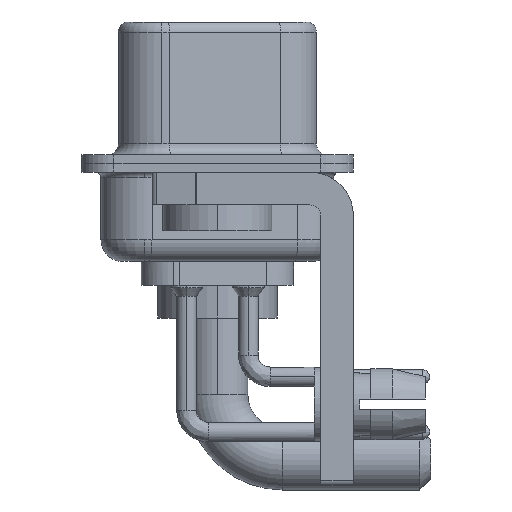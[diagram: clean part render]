
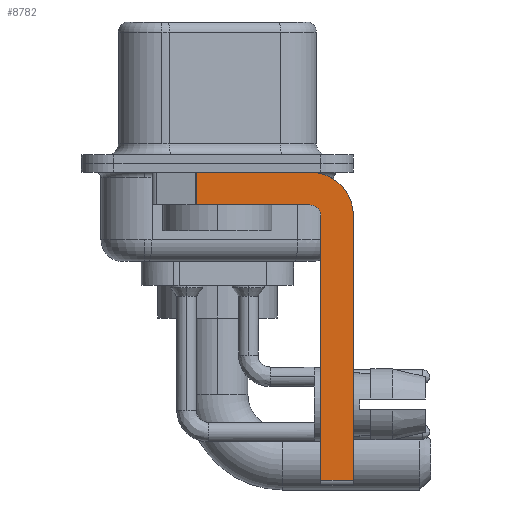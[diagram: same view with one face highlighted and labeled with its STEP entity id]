
A CAD part, left-side view. The second image highlights one B-rep face of the part: STEP entity #8782.
In plain terms, the highlighted planar face has unit normal (-1, 0, 0).
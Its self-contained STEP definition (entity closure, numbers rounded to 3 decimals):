
#219 = VERTEX_POINT ( 'NONE', #20351 ) ;
#469 = CARTESIAN_POINT ( 'NONE',  ( -2.9, 0.978, -1.9 ) ) ;
#908 = VERTEX_POINT ( 'NONE', #3487 ) ;
#1045 = VECTOR ( 'NONE', #15114, 1000. ) ;
#1085 = FACE_OUTER_BOUND ( 'NONE', #10878, .T. ) ;
#1530 = AXIS2_PLACEMENT_3D ( 'NONE', #18864, #4586, #11359 ) ;
#1540 = CARTESIAN_POINT ( 'NONE',  ( -2.9, -6.25, -14.55 ) ) ;
#1598 = ORIENTED_EDGE ( 'NONE', *, *, #20017, .T. ) ;
#1604 = LINE ( 'NONE', #18890, #7310 ) ;
#2636 = DIRECTION ( 'NONE',  ( 1., 0., 0. ) ) ;
#3478 = ORIENTED_EDGE ( 'NONE', *, *, #7946, .F. ) ;
#3487 = CARTESIAN_POINT ( 'NONE',  ( -2.9, 0.978, -0.4 ) ) ;
#4023 = LINE ( 'NONE', #17537, #19341 ) ;
#4245 = ORIENTED_EDGE ( 'NONE', *, *, #14642, .F. ) ;
#4544 = EDGE_CURVE ( 'NONE', #9981, #14428, #20699, .T. ) ;
#4586 = DIRECTION ( 'NONE',  ( -1., 0., 0. ) ) ;
#5186 = CARTESIAN_POINT ( 'NONE',  ( -2.9, -4.25, -1.9 ) ) ;
#6442 = CARTESIAN_POINT ( 'NONE',  ( -2.9, -4.75, -2.4 ) ) ;
#7310 = VECTOR ( 'NONE', #10247, 1000. ) ;
#7814 = ORIENTED_EDGE ( 'NONE', *, *, #20157, .F. ) ;
#7946 = EDGE_CURVE ( 'NONE', #12025, #13408, #18505, .T. ) ;
#8528 = DIRECTION ( 'NONE',  ( 0., 0., 1. ) ) ;
#8544 = DIRECTION ( 'NONE',  ( 0., 0., -1. ) ) ;
#8585 = EDGE_CURVE ( 'NONE', #219, #21796, #16952, .T. ) ;
#8782 = ADVANCED_FACE ( 'NONE', ( #1085 ), #9417, .F. ) ;
#8806 = ORIENTED_EDGE ( 'NONE', *, *, #4544, .F. ) ;
#9193 = DIRECTION ( 'NONE',  ( 0., 0., -1. ) ) ;
#9417 = PLANE ( 'NONE',  #9877 ) ;
#9877 = AXIS2_PLACEMENT_3D ( 'NONE', #14506, #2636, #16498 ) ;
#9889 = EDGE_CURVE ( 'NONE', #908, #13408, #20199, .T. ) ;
#9981 = VERTEX_POINT ( 'NONE', #13334 ) ;
#10003 = CIRCLE ( 'NONE', #17419, 2. ) ;
#10023 = CARTESIAN_POINT ( 'NONE',  ( -2.9, 0.978, -1.9 ) ) ;
#10182 = CARTESIAN_POINT ( 'NONE',  ( -2.9, -4.75, -14.8 ) ) ;
#10247 = DIRECTION ( 'NONE',  ( 0., -1., 0. ) ) ;
#10542 = VECTOR ( 'NONE', #11968, 1000. ) ;
#10878 = EDGE_LOOP ( 'NONE', ( #7814, #14487, #3478, #4245, #8806, #1598, #11631, #11568 ) ) ;
#11359 = DIRECTION ( 'NONE',  ( 0., 0., 1. ) ) ;
#11568 = ORIENTED_EDGE ( 'NONE', *, *, #12573, .F. ) ;
#11617 = VECTOR ( 'NONE', #8544, 1000. ) ;
#11631 = ORIENTED_EDGE ( 'NONE', *, *, #8585, .F. ) ;
#11968 = DIRECTION ( 'NONE',  ( 0., 1., 0. ) ) ;
#12025 = VERTEX_POINT ( 'NONE', #15034 ) ;
#12570 = DIRECTION ( 'NONE',  ( 0., -1., 0. ) ) ;
#12573 = EDGE_CURVE ( 'NONE', #19950, #219, #10003, .T. ) ;
#12840 = DIRECTION ( 'NONE',  ( 1., 0., 0. ) ) ;
#13334 = CARTESIAN_POINT ( 'NONE',  ( -2.9, -4.75, -14.55 ) ) ;
#13408 = VERTEX_POINT ( 'NONE', #469 ) ;
#14297 = CARTESIAN_POINT ( 'NONE',  ( -2.9, -4.25, -2.4 ) ) ;
#14428 = VERTEX_POINT ( 'NONE', #6442 ) ;
#14487 = ORIENTED_EDGE ( 'NONE', *, *, #9889, .T. ) ;
#14506 = CARTESIAN_POINT ( 'NONE',  ( -2.9, -4.25, -2.4 ) ) ;
#14642 = EDGE_CURVE ( 'NONE', #14428, #12025, #19215, .T. ) ;
#14980 = CARTESIAN_POINT ( 'NONE',  ( -2.9, -6.25, -2.4 ) ) ;
#15034 = CARTESIAN_POINT ( 'NONE',  ( -2.9, -4.25, -1.9 ) ) ;
#15114 = DIRECTION ( 'NONE',  ( 0., 0., -1. ) ) ;
#16498 = DIRECTION ( 'NONE',  ( 0., 0., -1. ) ) ;
#16952 = LINE ( 'NONE', #14980, #11617 ) ;
#17419 = AXIS2_PLACEMENT_3D ( 'NONE', #14297, #12840, #9193 ) ;
#17537 = CARTESIAN_POINT ( 'NONE',  ( -2.9, 3., -0.4 ) ) ;
#18505 = LINE ( 'NONE', #5186, #10542 ) ;
#18864 = CARTESIAN_POINT ( 'NONE',  ( -2.9, -4.25, -2.4 ) ) ;
#18890 = CARTESIAN_POINT ( 'NONE',  ( -2.9, -4.25, -14.55 ) ) ;
#19215 = CIRCLE ( 'NONE', #1530, 0.5 ) ;
#19341 = VECTOR ( 'NONE', #12570, 1000. ) ;
#19950 = VERTEX_POINT ( 'NONE', #21023 ) ;
#20017 = EDGE_CURVE ( 'NONE', #9981, #21796, #1604, .T. ) ;
#20149 = VECTOR ( 'NONE', #8528, 1000. ) ;
#20157 = EDGE_CURVE ( 'NONE', #908, #19950, #4023, .T. ) ;
#20199 = LINE ( 'NONE', #10023, #1045 ) ;
#20351 = CARTESIAN_POINT ( 'NONE',  ( -2.9, -6.25, -2.4 ) ) ;
#20699 = LINE ( 'NONE', #10182, #20149 ) ;
#21023 = CARTESIAN_POINT ( 'NONE',  ( -2.9, -4.25, -0.4 ) ) ;
#21796 = VERTEX_POINT ( 'NONE', #1540 ) ;
